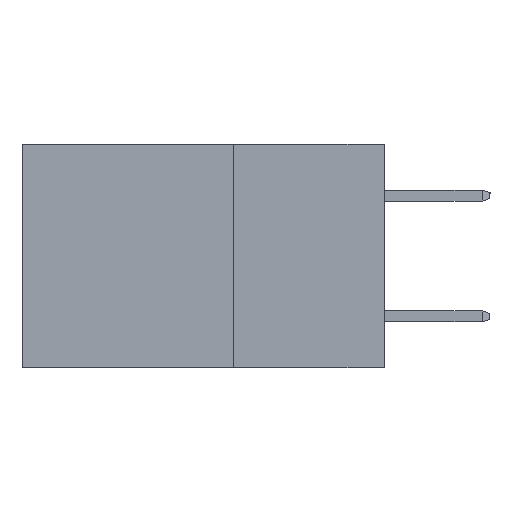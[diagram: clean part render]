
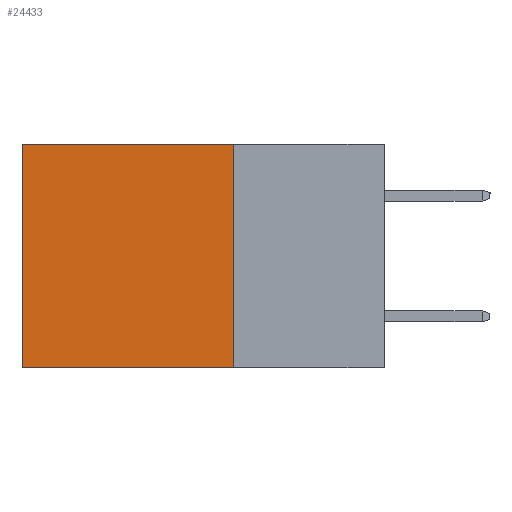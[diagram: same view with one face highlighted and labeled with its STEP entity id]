
A CAD part, left-side view. The second image highlights one B-rep face of the part: STEP entity #24433.
In plain terms, the highlighted planar face has unit normal (-1, 0, 0).
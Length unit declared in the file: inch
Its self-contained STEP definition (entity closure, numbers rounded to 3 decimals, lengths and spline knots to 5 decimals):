
#481 = EDGE_CURVE ( 'NONE', #24522, #21909, #10390, .T. ) ;
#1332 = DIRECTION ( 'NONE',  ( 0., 0., -1. ) ) ;
#1555 = EDGE_CURVE ( 'NONE', #24522, #16920, #24453, .T. ) ;
#2444 = VECTOR ( 'NONE', #20746, 39.37008 ) ;
#4133 = ORIENTED_EDGE ( 'NONE', *, *, #481, .F. ) ;
#4638 = EDGE_LOOP ( 'NONE', ( #21322, #7504, #4133, #6010 ) ) ;
#5194 = FACE_OUTER_BOUND ( 'NONE', #4638, .T. ) ;
#6010 = ORIENTED_EDGE ( 'NONE', *, *, #1555, .T. ) ;
#6174 = VECTOR ( 'NONE', #6475, 39.37008 ) ;
#6398 = DIRECTION ( 'NONE',  ( 0., 0., -1. ) ) ;
#6475 = DIRECTION ( 'NONE',  ( 0., 1., 0. ) ) ;
#7504 = ORIENTED_EDGE ( 'NONE', *, *, #12731, .F. ) ;
#7795 = CARTESIAN_POINT ( 'NONE',  ( 0.2615, 0.25, 0. ) ) ;
#8680 = PLANE ( 'NONE',  #9700 ) ;
#9558 = CARTESIAN_POINT ( 'NONE',  ( 0.2615, 0.25, 0. ) ) ;
#9700 = AXIS2_PLACEMENT_3D ( 'NONE', #12785, #20361, #1332 ) ;
#10390 = LINE ( 'NONE', #12255, #11313 ) ;
#10707 = LINE ( 'NONE', #14552, #6174 ) ;
#11313 = VECTOR ( 'NONE', #6398, 39.37008 ) ;
#12255 = CARTESIAN_POINT ( 'NONE',  ( 0.2615, 0.25, -0.37 ) ) ;
#12731 = EDGE_CURVE ( 'NONE', #21909, #22338, #10707, .T. ) ;
#12785 = CARTESIAN_POINT ( 'NONE',  ( 0.2615, 0.25, -0.37 ) ) ;
#12906 = CARTESIAN_POINT ( 'NONE',  ( 0.2615, 0.6, -0.37 ) ) ;
#12966 = CARTESIAN_POINT ( 'NONE',  ( 0.2615, 0.6, 0. ) ) ;
#13297 = EDGE_CURVE ( 'NONE', #16920, #22338, #22333, .T. ) ;
#14155 = VECTOR ( 'NONE', #14640, 39.37008 ) ;
#14552 = CARTESIAN_POINT ( 'NONE',  ( 0.2615, 0.25, -0.37 ) ) ;
#14640 = DIRECTION ( 'NONE',  ( 0., 0., -1. ) ) ;
#16920 = VERTEX_POINT ( 'NONE', #12966 ) ;
#17692 = CARTESIAN_POINT ( 'NONE',  ( 0.2615, 0.25, -0.37 ) ) ;
#19519 = CARTESIAN_POINT ( 'NONE',  ( 0.2615, 0.6, -0.37 ) ) ;
#20361 = DIRECTION ( 'NONE',  ( 1., 0., 0. ) ) ;
#20746 = DIRECTION ( 'NONE',  ( 0., 1., 0. ) ) ;
#21322 = ORIENTED_EDGE ( 'NONE', *, *, #13297, .T. ) ;
#21909 = VERTEX_POINT ( 'NONE', #17692 ) ;
#22333 = LINE ( 'NONE', #12906, #14155 ) ;
#22338 = VERTEX_POINT ( 'NONE', #19519 ) ;
#24433 = ADVANCED_FACE ( 'NONE', ( #5194 ), #8680, .F. ) ;
#24453 = LINE ( 'NONE', #9558, #2444 ) ;
#24522 = VERTEX_POINT ( 'NONE', #7795 ) ;
